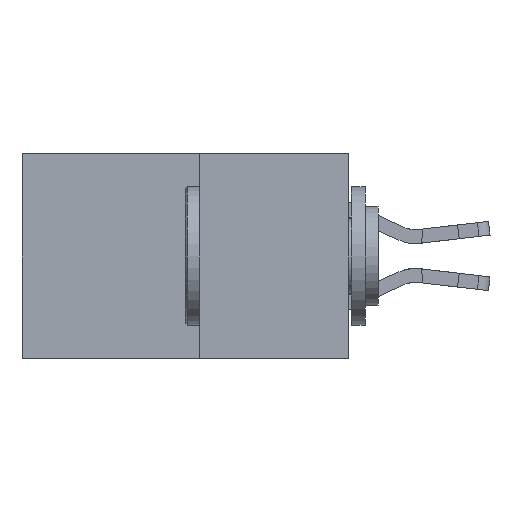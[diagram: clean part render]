
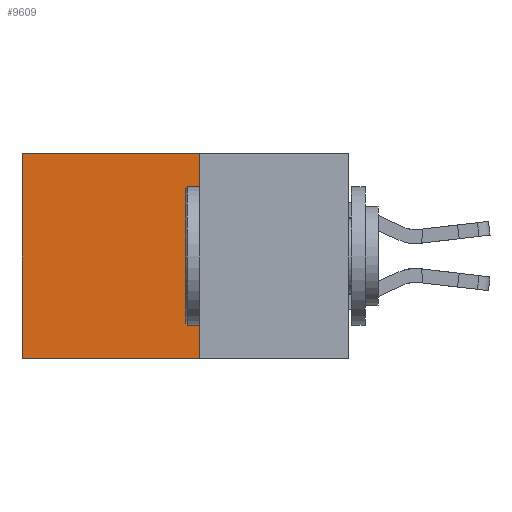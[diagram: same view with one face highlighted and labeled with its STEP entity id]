
A CAD part, left-side view. The second image highlights one B-rep face of the part: STEP entity #9609.
In plain terms, the highlighted planar face has unit normal (-1, 0, 0).
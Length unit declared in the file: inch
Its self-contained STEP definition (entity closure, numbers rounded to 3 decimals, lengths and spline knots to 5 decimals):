
#9 = VECTOR ( 'NONE', #10745, 39.37008 ) ;
#702 = LINE ( 'NONE', #8526, #9 ) ;
#1628 = CARTESIAN_POINT ( 'NONE',  ( 0.277, 0.27, 0. ) ) ;
#4237 = FACE_OUTER_BOUND ( 'NONE', #22481, .T. ) ;
#6671 = VERTEX_POINT ( 'NONE', #21951 ) ;
#6744 = DIRECTION ( 'NONE',  ( 0., 1., 0. ) ) ;
#7724 = VECTOR ( 'NONE', #25827, 39.37008 ) ;
#8013 = ORIENTED_EDGE ( 'NONE', *, *, #12844, .F. ) ;
#8023 = CARTESIAN_POINT ( 'NONE',  ( 0.277, 0.27, -0.37 ) ) ;
#8135 = EDGE_CURVE ( 'NONE', #20265, #6671, #9114, .T. ) ;
#8526 = CARTESIAN_POINT ( 'NONE',  ( 0.277, 0.27, -0.37 ) ) ;
#9114 = LINE ( 'NONE', #1628, #7724 ) ;
#9609 = ADVANCED_FACE ( 'NONE', ( #4237 ), #21777, .F. ) ;
#9711 = EDGE_CURVE ( 'NONE', #20423, #11867, #24871, .T. ) ;
#10745 = DIRECTION ( 'NONE',  ( 0., 0., -1. ) ) ;
#10767 = CARTESIAN_POINT ( 'NONE',  ( 0.277, 0.59, -0.37 ) ) ;
#10781 = CARTESIAN_POINT ( 'NONE',  ( 0.277, 0.27, -0.37 ) ) ;
#11867 = VERTEX_POINT ( 'NONE', #16337 ) ;
#12844 = EDGE_CURVE ( 'NONE', #20265, #20423, #702, .T. ) ;
#14537 = EDGE_CURVE ( 'NONE', #6671, #11867, #27084, .T. ) ;
#14846 = AXIS2_PLACEMENT_3D ( 'NONE', #10781, #28305, #15283 ) ;
#15283 = DIRECTION ( 'NONE',  ( 0., 0., -1. ) ) ;
#15561 = CARTESIAN_POINT ( 'NONE',  ( 0.277, 0.27, -0.37 ) ) ;
#15802 = ORIENTED_EDGE ( 'NONE', *, *, #8135, .T. ) ;
#16337 = CARTESIAN_POINT ( 'NONE',  ( 0.277, 0.59, -0.37 ) ) ;
#16361 = CARTESIAN_POINT ( 'NONE',  ( 0.277, 0.27, 0. ) ) ;
#19047 = VECTOR ( 'NONE', #6744, 39.37008 ) ;
#20265 = VERTEX_POINT ( 'NONE', #16361 ) ;
#20423 = VERTEX_POINT ( 'NONE', #8023 ) ;
#20618 = VECTOR ( 'NONE', #26133, 39.37008 ) ;
#20908 = ORIENTED_EDGE ( 'NONE', *, *, #9711, .F. ) ;
#21777 = PLANE ( 'NONE',  #14846 ) ;
#21951 = CARTESIAN_POINT ( 'NONE',  ( 0.277, 0.59, 0. ) ) ;
#22481 = EDGE_LOOP ( 'NONE', ( #25903, #20908, #8013, #15802 ) ) ;
#24871 = LINE ( 'NONE', #15561, #19047 ) ;
#25827 = DIRECTION ( 'NONE',  ( 0., 1., 0. ) ) ;
#25903 = ORIENTED_EDGE ( 'NONE', *, *, #14537, .T. ) ;
#26133 = DIRECTION ( 'NONE',  ( 0., 0., -1. ) ) ;
#27084 = LINE ( 'NONE', #10767, #20618 ) ;
#28305 = DIRECTION ( 'NONE',  ( 1., 0., 0. ) ) ;
